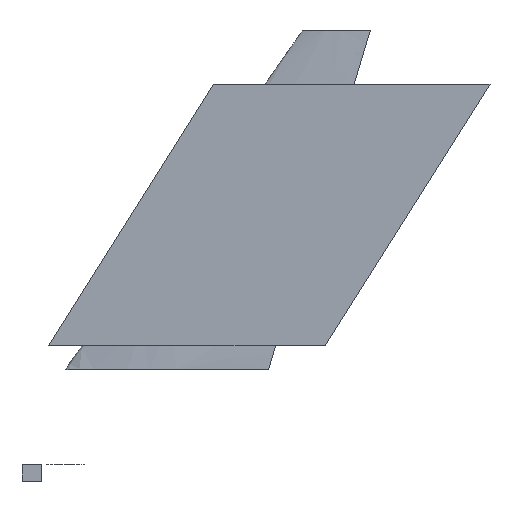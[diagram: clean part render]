
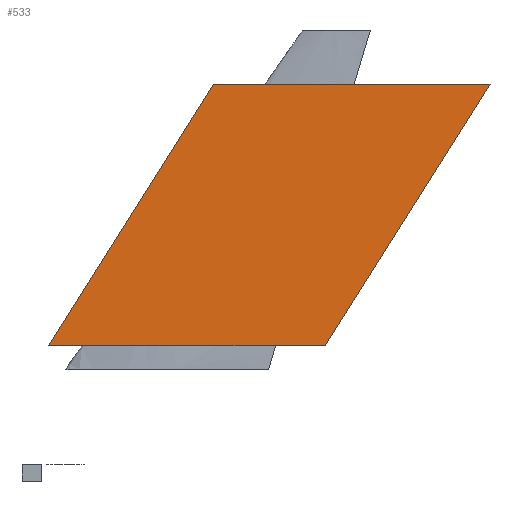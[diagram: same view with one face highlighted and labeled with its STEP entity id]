
A CAD part, top view. The second image highlights one B-rep face of the part: STEP entity #533.
In plain terms, the highlighted planar face has unit normal (0, 0, 1).
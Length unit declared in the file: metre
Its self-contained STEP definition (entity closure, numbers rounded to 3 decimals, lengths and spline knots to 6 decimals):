
#127=LINE('',#6565,#167);
#128=LINE('',#6568,#168);
#129=LINE('',#6570,#169);
#130=LINE('',#6572,#170);
#167=VECTOR('',#816,1.);
#168=VECTOR('',#817,1.);
#169=VECTOR('',#818,1.);
#170=VECTOR('',#819,1.);
#201=PLANE('',#747);
#279=ORIENTED_EDGE('',*,*,#361,.T.);
#280=ORIENTED_EDGE('',*,*,#362,.F.);
#281=ORIENTED_EDGE('',*,*,#363,.F.);
#282=ORIENTED_EDGE('',*,*,#364,.T.);
#361=EDGE_CURVE('',#412,#413,#127,.T.);
#362=EDGE_CURVE('',#414,#413,#128,.T.);
#363=EDGE_CURVE('',#415,#414,#129,.T.);
#364=EDGE_CURVE('',#415,#412,#130,.T.);
#412=VERTEX_POINT('',#6566);
#413=VERTEX_POINT('',#6567);
#414=VERTEX_POINT('',#6569);
#415=VERTEX_POINT('',#6571);
#476=EDGE_LOOP('',(#279,#280,#281,#282));
#503=FACE_BOUND('',#476,.T.);
#533=ADVANCED_FACE('',(#503),#201,.F.);
#747=AXIS2_PLACEMENT_3D('',#6564,#814,#815);
#814=DIRECTION('',(0.,0.,-1.));
#815=DIRECTION('',(-1.,0.,0.));
#816=DIRECTION('',(1.,0.,0.));
#817=DIRECTION('',(-0.533,-0.846,0.));
#818=DIRECTION('',(1.,0.,0.));
#819=DIRECTION('',(-0.533,-0.846,0.));
#6564=CARTESIAN_POINT('',(0.42267,0.420782,0.066744));
#6565=CARTESIAN_POINT('',(0.179548,0.035,0.066744));
#6566=CARTESIAN_POINT('',(-0.024461,0.035,0.066744));
#6567=CARTESIAN_POINT('',(0.383557,0.035,0.066744));
#6568=CARTESIAN_POINT('',(0.62668,0.420782,0.066744));
#6569=CARTESIAN_POINT('',(0.62668,0.420782,0.066744));
#6570=CARTESIAN_POINT('',(0.42267,0.420782,0.066744));
#6571=CARTESIAN_POINT('',(0.218661,0.420782,0.066744));
#6572=CARTESIAN_POINT('',(0.218661,0.420782,0.066744));
